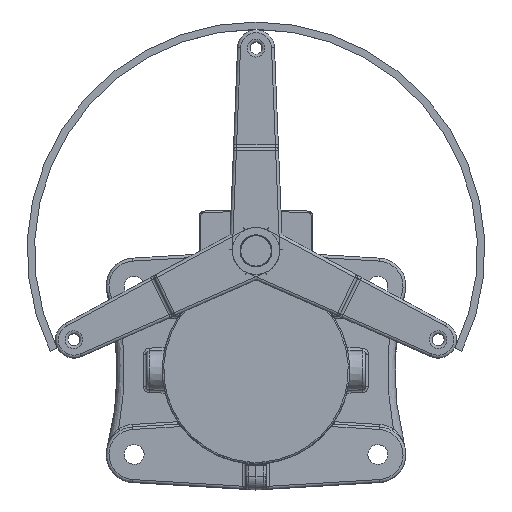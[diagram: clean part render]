
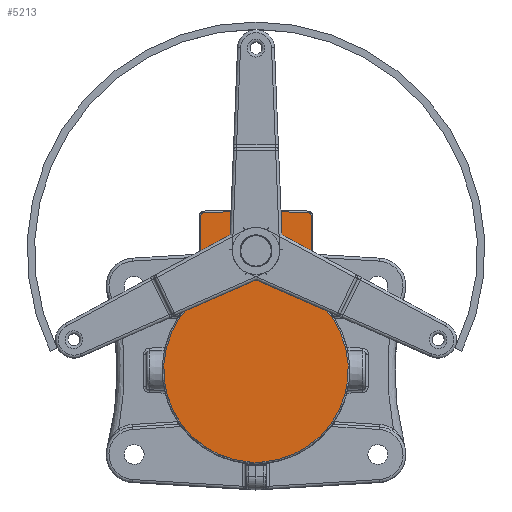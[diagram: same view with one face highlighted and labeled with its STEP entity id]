
A CAD part, top view. The second image highlights one B-rep face of the part: STEP entity #5213.
In plain terms, the highlighted planar face has unit normal (0, 0, 1).
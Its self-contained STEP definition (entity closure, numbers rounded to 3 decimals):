
#651=LINE('',#11718,#893);
#653=LINE('',#11837,#895);
#654=LINE('',#11841,#896);
#655=LINE('',#11843,#897);
#893=VECTOR('',#6926,10.);
#895=VECTOR('',#6948,10.);
#896=VECTOR('',#6951,10.);
#897=VECTOR('',#6952,10.);
#1044=B_SPLINE_CURVE_WITH_KNOTS('',3,(#11821,#11822,#11823,#11824,#11825,
#11826,#11827,#11828,#11829,#11830,#11831,#11832,#11833,#11834,#11835),
 .UNSPECIFIED.,.F.,.F.,(4,1,1,1,1,1,1,1,1,1,1,1,4),(-0.938,
-0.905,-0.871,-0.804,-0.67,
-0.536,-0.469,-0.402,-0.268,
-0.134,-0.067,-0.034,0.),
 .UNSPECIFIED.);
#1545=FACE_OUTER_BOUND('',#1900,.T.);
#1900=EDGE_LOOP('',(#4369,#4370,#4371,#4372,#4373,#4374,#4375,#4376,#4377));
#2198=CIRCLE('',#5776,62.5);
#2199=CIRCLE('',#5780,62.5);
#2201=CIRCLE('',#5783,2.);
#2202=CIRCLE('',#5784,2.);
#2605=VERTEX_POINT('',#11629);
#2607=VERTEX_POINT('',#11717);
#2608=VERTEX_POINT('',#11721);
#2609=VERTEX_POINT('',#11756);
#2610=VERTEX_POINT('',#11817);
#2611=VERTEX_POINT('',#11836);
#2612=VERTEX_POINT('',#11838);
#2613=VERTEX_POINT('',#11840);
#2614=VERTEX_POINT('',#11842);
#3221=EDGE_CURVE('',#2605,#2607,#651,.T.);
#3224=EDGE_CURVE('',#2608,#2605,#2198,.T.);
#3229=EDGE_CURVE('',#2609,#2610,#2199,.T.);
#3231=EDGE_CURVE('',#2610,#2608,#1044,.T.);
#3232=EDGE_CURVE('',#2611,#2609,#653,.T.);
#3233=EDGE_CURVE('',#2612,#2611,#2201,.T.);
#3234=EDGE_CURVE('',#2613,#2612,#654,.T.);
#3235=EDGE_CURVE('',#2614,#2613,#655,.T.);
#3236=EDGE_CURVE('',#2607,#2614,#2202,.T.);
#4369=ORIENTED_EDGE('',*,*,#3224,.F.);
#4370=ORIENTED_EDGE('',*,*,#3231,.F.);
#4371=ORIENTED_EDGE('',*,*,#3229,.F.);
#4372=ORIENTED_EDGE('',*,*,#3232,.F.);
#4373=ORIENTED_EDGE('',*,*,#3233,.F.);
#4374=ORIENTED_EDGE('',*,*,#3234,.F.);
#4375=ORIENTED_EDGE('',*,*,#3235,.F.);
#4376=ORIENTED_EDGE('',*,*,#3236,.F.);
#4377=ORIENTED_EDGE('',*,*,#3221,.F.);
#4993=PLANE('',#5782);
#5213=ADVANCED_FACE('',(#1545),#4993,.T.);
#5776=AXIS2_PLACEMENT_3D('',#11723,#6933,#6934);
#5780=AXIS2_PLACEMENT_3D('',#11818,#6942,#6943);
#5782=AXIS2_PLACEMENT_3D('',#11820,#6946,#6947);
#5783=AXIS2_PLACEMENT_3D('',#11839,#6949,#6950);
#5784=AXIS2_PLACEMENT_3D('',#11844,#6953,#6954);
#6926=DIRECTION('',(0.,1.,0.));
#6933=DIRECTION('center_axis',(0.,0.,-1.));
#6934=DIRECTION('ref_axis',(-0.955,-0.297,0.));
#6942=DIRECTION('center_axis',(0.,0.,-1.));
#6943=DIRECTION('ref_axis',(0.955,-0.297,0.));
#6946=DIRECTION('center_axis',(0.,0.,1.));
#6947=DIRECTION('ref_axis',(1.,0.,0.));
#6948=DIRECTION('',(0.,-1.,0.));
#6949=DIRECTION('center_axis',(0.,0.,-1.));
#6950=DIRECTION('ref_axis',(0.716,0.698,0.));
#6951=DIRECTION('',(1.,-0.026,0.));
#6952=DIRECTION('',(1.,0.026,0.));
#6953=DIRECTION('center_axis',(0.,0.,-1.));
#6954=DIRECTION('ref_axis',(-0.716,0.698,0.));
#11629=CARTESIAN_POINT('',(-37.25,50.187,87.));
#11717=CARTESIAN_POINT('',(-37.25,104.576,87.));
#11718=CARTESIAN_POINT('',(-37.25,25.344,87.));
#11721=CARTESIAN_POINT('',(-4.636,-62.328,87.));
#11723=CARTESIAN_POINT('Origin',(0.,0.,87.));
#11756=CARTESIAN_POINT('',(37.25,50.187,87.));
#11817=CARTESIAN_POINT('',(4.636,-62.328,87.));
#11818=CARTESIAN_POINT('Origin',(0.,0.,87.));
#11820=CARTESIAN_POINT('Origin',(0.,0.,87.));
#11821=CARTESIAN_POINT('Ctrl Pts',(4.636,-62.328,87.));
#11822=CARTESIAN_POINT('Ctrl Pts',(4.525,-62.336,87.));
#11823=CARTESIAN_POINT('Ctrl Pts',(4.302,-62.357,87.));
#11824=CARTESIAN_POINT('Ctrl Pts',(3.859,-62.415,87.));
#11825=CARTESIAN_POINT('Ctrl Pts',(3.088,-62.547,87.));
#11826=CARTESIAN_POINT('Ctrl Pts',(1.997,-62.786,87.));
#11827=CARTESIAN_POINT('Ctrl Pts',(0.894,-62.97,
87.));
#11828=CARTESIAN_POINT('Ctrl Pts',(0.,-63.01,
87.));
#11829=CARTESIAN_POINT('Ctrl Pts',(-0.894,-62.97,
87.));
#11830=CARTESIAN_POINT('Ctrl Pts',(-1.998,-62.786,
87.));
#11831=CARTESIAN_POINT('Ctrl Pts',(-3.088,-62.547,
87.));
#11832=CARTESIAN_POINT('Ctrl Pts',(-3.859,-62.414,
87.));
#11833=CARTESIAN_POINT('Ctrl Pts',(-4.303,-62.357,
87.));
#11834=CARTESIAN_POINT('Ctrl Pts',(-4.525,-62.336,
87.));
#11835=CARTESIAN_POINT('Ctrl Pts',(-4.636,-62.328,
87.));
#11836=CARTESIAN_POINT('',(37.25,104.576,87.));
#11837=CARTESIAN_POINT('',(37.25,54.25,87.));
#11838=CARTESIAN_POINT('',(35.302,106.575,87.));
#11839=CARTESIAN_POINT('Origin',(35.25,104.576,87.));
#11840=CARTESIAN_POINT('',(0.,107.5,87.));
#11841=CARTESIAN_POINT('',(-17.725,107.964,87.));
#11842=CARTESIAN_POINT('',(-35.302,106.575,87.));
#11843=CARTESIAN_POINT('',(-20.512,106.963,87.));
#11844=CARTESIAN_POINT('Origin',(-35.25,104.576,87.));
